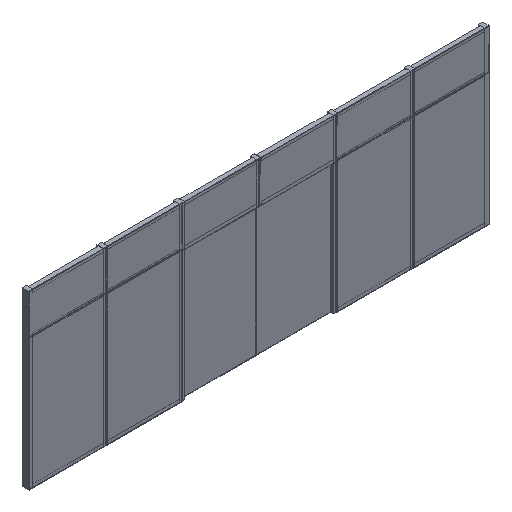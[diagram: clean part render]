
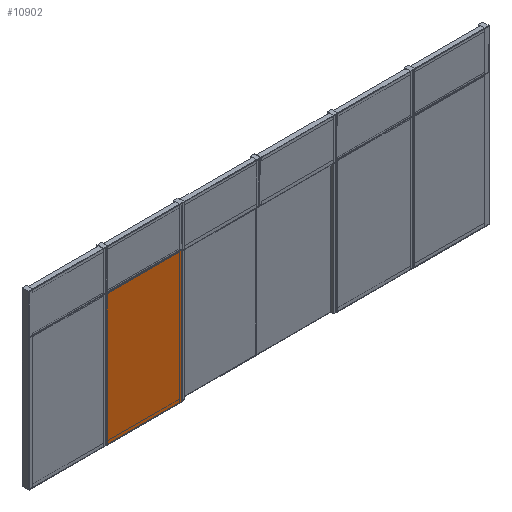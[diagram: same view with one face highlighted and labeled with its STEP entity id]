
A CAD part, isometric view. The second image highlights one B-rep face of the part: STEP entity #10902.
In plain terms, the highlighted planar face has unit normal (0, -1, 0).
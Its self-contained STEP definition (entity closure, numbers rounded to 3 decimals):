
#10593 = VERTEX_POINT('',#10594);
#10594 = CARTESIAN_POINT('',(1252.5,-10.,2147.5));
#10603 = PLANE('',#10604);
#10604 = AXIS2_PLACEMENT_3D('',#10605,#10606,#10607);
#10605 = CARTESIAN_POINT('',(1252.5,-10.,2147.5));
#10606 = DIRECTION('',(0.,0.,-1.));
#10607 = DIRECTION('',(1.,0.,0.));
#10615 = PLANE('',#10616);
#10616 = AXIS2_PLACEMENT_3D('',#10617,#10618,#10619);
#10617 = CARTESIAN_POINT('',(1252.5,-10.,2.5));
#10618 = DIRECTION('',(1.,0.,0.));
#10619 = DIRECTION('',(0.,0.,1.));
#10656 = VERTEX_POINT('',#10657);
#10657 = CARTESIAN_POINT('',(2497.5,-10.,2147.5));
#10671 = PLANE('',#10672);
#10672 = AXIS2_PLACEMENT_3D('',#10673,#10674,#10675);
#10673 = CARTESIAN_POINT('',(2497.5,-10.,2147.5));
#10674 = DIRECTION('',(-1.,0.,0.));
#10675 = DIRECTION('',(0.,0.,-1.));
#10683 = EDGE_CURVE('',#10593,#10656,#10684,.T.);
#10684 = SURFACE_CURVE('',#10685,(#10689,#10696),.PCURVE_S1.);
#10685 = LINE('',#10686,#10687);
#10686 = CARTESIAN_POINT('',(1252.5,-10.,2147.5));
#10687 = VECTOR('',#10688,1.);
#10688 = DIRECTION('',(1.,0.,0.));
#10689 = PCURVE('',#10603,#10690);
#10690 = DEFINITIONAL_REPRESENTATION('',(#10691),#10695);
#10691 = LINE('',#10692,#10693);
#10692 = CARTESIAN_POINT('',(0.,0.));
#10693 = VECTOR('',#10694,1.);
#10694 = DIRECTION('',(1.,0.));
#10695 = ( GEOMETRIC_REPRESENTATION_CONTEXT(2) 
PARAMETRIC_REPRESENTATION_CONTEXT() REPRESENTATION_CONTEXT('2D SPACE',''
  ) );
#10696 = PCURVE('',#10697,#10702);
#10697 = PLANE('',#10698);
#10698 = AXIS2_PLACEMENT_3D('',#10699,#10700,#10701);
#10699 = CARTESIAN_POINT('',(1252.5,-10.,2147.5));
#10700 = DIRECTION('',(0.,-1.,0.));
#10701 = DIRECTION('',(0.,0.,-1.));
#10702 = DEFINITIONAL_REPRESENTATION('',(#10703),#10707);
#10703 = LINE('',#10704,#10705);
#10704 = CARTESIAN_POINT('',(0.,0.));
#10705 = VECTOR('',#10706,1.);
#10706 = DIRECTION('',(0.,1.));
#10707 = ( GEOMETRIC_REPRESENTATION_CONTEXT(2) 
PARAMETRIC_REPRESENTATION_CONTEXT() REPRESENTATION_CONTEXT('2D SPACE',''
  ) );
#10737 = VERTEX_POINT('',#10738);
#10738 = CARTESIAN_POINT('',(2497.5,-10.,2.5));
#10752 = PLANE('',#10753);
#10753 = AXIS2_PLACEMENT_3D('',#10754,#10755,#10756);
#10754 = CARTESIAN_POINT('',(2497.5,-10.,2.5));
#10755 = DIRECTION('',(0.,0.,1.));
#10756 = DIRECTION('',(-1.,0.,0.));
#10764 = EDGE_CURVE('',#10656,#10737,#10765,.T.);
#10765 = SURFACE_CURVE('',#10766,(#10770,#10777),.PCURVE_S1.);
#10766 = LINE('',#10767,#10768);
#10767 = CARTESIAN_POINT('',(2497.5,-10.,2147.5));
#10768 = VECTOR('',#10769,1.);
#10769 = DIRECTION('',(0.,0.,-1.));
#10770 = PCURVE('',#10671,#10771);
#10771 = DEFINITIONAL_REPRESENTATION('',(#10772),#10776);
#10772 = LINE('',#10773,#10774);
#10773 = CARTESIAN_POINT('',(0.,0.));
#10774 = VECTOR('',#10775,1.);
#10775 = DIRECTION('',(1.,0.));
#10776 = ( GEOMETRIC_REPRESENTATION_CONTEXT(2) 
PARAMETRIC_REPRESENTATION_CONTEXT() REPRESENTATION_CONTEXT('2D SPACE',''
  ) );
#10777 = PCURVE('',#10697,#10778);
#10778 = DEFINITIONAL_REPRESENTATION('',(#10779),#10783);
#10779 = LINE('',#10780,#10781);
#10780 = CARTESIAN_POINT('',(0.,1245.));
#10781 = VECTOR('',#10782,1.);
#10782 = DIRECTION('',(1.,0.));
#10783 = ( GEOMETRIC_REPRESENTATION_CONTEXT(2) 
PARAMETRIC_REPRESENTATION_CONTEXT() REPRESENTATION_CONTEXT('2D SPACE',''
  ) );
#10813 = VERTEX_POINT('',#10814);
#10814 = CARTESIAN_POINT('',(1252.5,-10.,2.5));
#10835 = EDGE_CURVE('',#10737,#10813,#10836,.T.);
#10836 = SURFACE_CURVE('',#10837,(#10841,#10848),.PCURVE_S1.);
#10837 = LINE('',#10838,#10839);
#10838 = CARTESIAN_POINT('',(2497.5,-10.,2.5));
#10839 = VECTOR('',#10840,1.);
#10840 = DIRECTION('',(-1.,0.,0.));
#10841 = PCURVE('',#10752,#10842);
#10842 = DEFINITIONAL_REPRESENTATION('',(#10843),#10847);
#10843 = LINE('',#10844,#10845);
#10844 = CARTESIAN_POINT('',(0.,0.));
#10845 = VECTOR('',#10846,1.);
#10846 = DIRECTION('',(1.,0.));
#10847 = ( GEOMETRIC_REPRESENTATION_CONTEXT(2) 
PARAMETRIC_REPRESENTATION_CONTEXT() REPRESENTATION_CONTEXT('2D SPACE',''
  ) );
#10848 = PCURVE('',#10697,#10849);
#10849 = DEFINITIONAL_REPRESENTATION('',(#10850),#10854);
#10850 = LINE('',#10851,#10852);
#10851 = CARTESIAN_POINT('',(2145.,1245.));
#10852 = VECTOR('',#10853,1.);
#10853 = DIRECTION('',(0.,-1.));
#10854 = ( GEOMETRIC_REPRESENTATION_CONTEXT(2) 
PARAMETRIC_REPRESENTATION_CONTEXT() REPRESENTATION_CONTEXT('2D SPACE',''
  ) );
#10882 = EDGE_CURVE('',#10813,#10593,#10883,.T.);
#10883 = SURFACE_CURVE('',#10884,(#10888,#10895),.PCURVE_S1.);
#10884 = LINE('',#10885,#10886);
#10885 = CARTESIAN_POINT('',(1252.5,-10.,2.5));
#10886 = VECTOR('',#10887,1.);
#10887 = DIRECTION('',(0.,0.,1.));
#10888 = PCURVE('',#10615,#10889);
#10889 = DEFINITIONAL_REPRESENTATION('',(#10890),#10894);
#10890 = LINE('',#10891,#10892);
#10891 = CARTESIAN_POINT('',(0.,0.));
#10892 = VECTOR('',#10893,1.);
#10893 = DIRECTION('',(1.,0.));
#10894 = ( GEOMETRIC_REPRESENTATION_CONTEXT(2) 
PARAMETRIC_REPRESENTATION_CONTEXT() REPRESENTATION_CONTEXT('2D SPACE',''
  ) );
#10895 = PCURVE('',#10697,#10896);
#10896 = DEFINITIONAL_REPRESENTATION('',(#10897),#10901);
#10897 = LINE('',#10898,#10899);
#10898 = CARTESIAN_POINT('',(2145.,0.));
#10899 = VECTOR('',#10900,1.);
#10900 = DIRECTION('',(-1.,0.));
#10901 = ( GEOMETRIC_REPRESENTATION_CONTEXT(2) 
PARAMETRIC_REPRESENTATION_CONTEXT() REPRESENTATION_CONTEXT('2D SPACE',''
  ) );
#10902 = ADVANCED_FACE('',(#10903),#10697,.T.);
#10903 = FACE_BOUND('',#10904,.F.);
#10904 = EDGE_LOOP('',(#10905,#10906,#10907,#10908));
#10905 = ORIENTED_EDGE('',*,*,#10683,.T.);
#10906 = ORIENTED_EDGE('',*,*,#10764,.T.);
#10907 = ORIENTED_EDGE('',*,*,#10835,.T.);
#10908 = ORIENTED_EDGE('',*,*,#10882,.T.);
